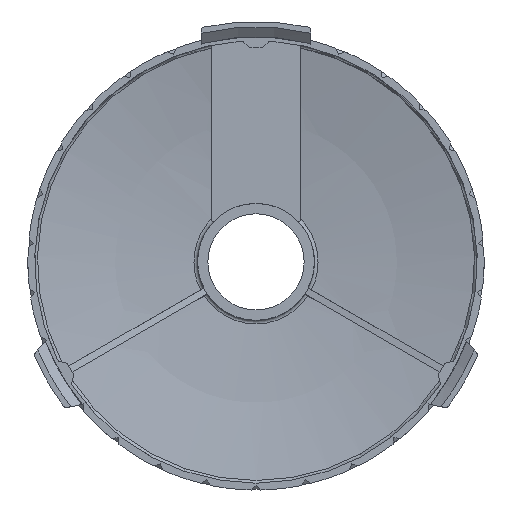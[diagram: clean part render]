
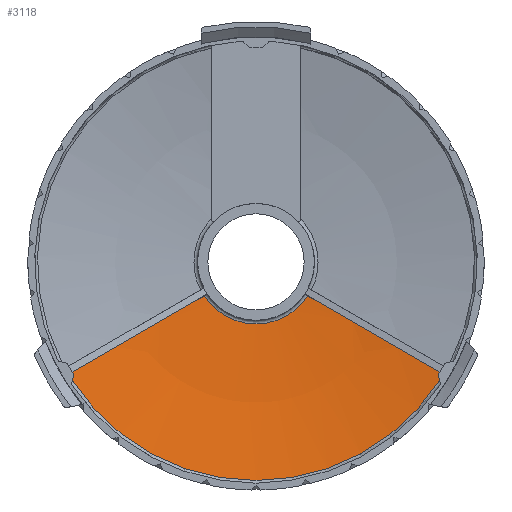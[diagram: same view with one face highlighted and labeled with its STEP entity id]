
A CAD part, front view. The second image highlights one B-rep face of the part: STEP entity #3118.
In plain terms, the highlighted spherical face has radius 149.5 mm.
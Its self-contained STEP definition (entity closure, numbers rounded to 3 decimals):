
#623=B_SPLINE_CURVE_WITH_KNOTS('',3,(#4659,#4660,#4661,#4662),
 .UNSPECIFIED.,.F.,.F.,(4,4),(0.,0.),
 .UNSPECIFIED.);
#624=B_SPLINE_CURVE_WITH_KNOTS('',3,(#4670,#4671,#4672,#4673),
 .UNSPECIFIED.,.F.,.F.,(4,4),(0.,0.),
 .UNSPECIFIED.);
#749=ORIENTED_EDGE('',*,*,#1748,.F.);
#750=ORIENTED_EDGE('',*,*,#1749,.T.);
#751=ORIENTED_EDGE('',*,*,#1747,.T.);
#752=ORIENTED_EDGE('',*,*,#1750,.F.);
#753=ORIENTED_EDGE('',*,*,#1751,.F.);
#754=ORIENTED_EDGE('',*,*,#1752,.T.);
#755=ORIENTED_EDGE('',*,*,#1753,.F.);
#756=ORIENTED_EDGE('',*,*,#1754,.F.);
#757=ORIENTED_EDGE('',*,*,#1755,.T.);
#758=ORIENTED_EDGE('',*,*,#1756,.F.);
#1747=EDGE_CURVE('',#2242,#2246,#2560,.T.);
#1748=EDGE_CURVE('',#2247,#2248,#2561,.T.);
#1749=EDGE_CURVE('',#2247,#2242,#2562,.F.);
#1750=EDGE_CURVE('',#2249,#2246,#623,.T.);
#1751=EDGE_CURVE('',#2250,#2249,#2563,.F.);
#1752=EDGE_CURVE('',#2250,#2251,#2564,.T.);
#1753=EDGE_CURVE('',#2252,#2251,#2565,.F.);
#1754=EDGE_CURVE('',#2253,#2252,#624,.T.);
#1755=EDGE_CURVE('',#2253,#2254,#2566,.T.);
#1756=EDGE_CURVE('',#2248,#2254,#2567,.F.);
#2242=VERTEX_POINT('',#4643);
#2246=VERTEX_POINT('',#4652);
#2247=VERTEX_POINT('',#4656);
#2248=VERTEX_POINT('',#4657);
#2249=VERTEX_POINT('',#4663);
#2250=VERTEX_POINT('',#4665);
#2251=VERTEX_POINT('',#4667);
#2252=VERTEX_POINT('',#4669);
#2253=VERTEX_POINT('',#4674);
#2254=VERTEX_POINT('',#4676);
#2560=CIRCLE('',#3325,31.2);
#2561=CIRCLE('',#3327,9.03);
#2562=CIRCLE('',#3328,149.499);
#2563=CIRCLE('',#3329,147.967);
#2564=CIRCLE('',#3330,31.806);
#2565=CIRCLE('',#3331,147.967);
#2566=CIRCLE('',#3332,31.2);
#2567=CIRCLE('',#3333,149.499);
#2732=EDGE_LOOP('',(#749,#750,#751,#752,#753,#754,#755,#756,#757,#758));
#2923=FACE_BOUND('',#2732,.T.);
#3113=SPHERICAL_SURFACE('',#3326,149.5);
#3118=ADVANCED_FACE('',(#2923),#3113,.F.);
#3325=AXIS2_PLACEMENT_3D('',#4653,#3706,#3707);
#3326=AXIS2_PLACEMENT_3D('',#4654,#3708,#3709);
#3327=AXIS2_PLACEMENT_3D('',#4655,#3710,#3711);
#3328=AXIS2_PLACEMENT_3D('',#4658,#3712,#3713);
#3329=AXIS2_PLACEMENT_3D('',#4664,#3714,#3715);
#3330=AXIS2_PLACEMENT_3D('',#4666,#3716,#3717);
#3331=AXIS2_PLACEMENT_3D('',#4668,#3718,#3719);
#3332=AXIS2_PLACEMENT_3D('',#4675,#3720,#3721);
#3333=AXIS2_PLACEMENT_3D('',#4677,#3722,#3723);
#3706=DIRECTION('',(0.,-1.,0.));
#3707=DIRECTION('',(0.,0.,-1.));
#3708=DIRECTION('',(0.,-1.,0.));
#3709=DIRECTION('',(1.,0.,0.));
#3710=DIRECTION('',(0.,-1.,0.));
#3711=DIRECTION('',(0.,0.,-1.));
#3712=DIRECTION('',(0.5,0.,-0.866));
#3713=DIRECTION('',(-0.866,0.,-0.5));
#3714=DIRECTION('',(-0.966,0.,0.259));
#3715=DIRECTION('',(0.259,0.,0.966));
#3716=DIRECTION('',(0.,-1.,0.));
#3717=DIRECTION('',(0.,0.,-1.));
#3718=DIRECTION('',(0.966,0.,0.259));
#3719=DIRECTION('',(0.259,0.,-0.966));
#3720=DIRECTION('',(0.,-1.,0.));
#3721=DIRECTION('',(0.,0.,-1.));
#3722=DIRECTION('',(0.5,0.,0.866));
#3723=DIRECTION('',(0.866,0.,-0.5));
#4643=CARTESIAN_POINT('',(-26.767,24.208,-16.031));
#4652=CARTESIAN_POINT('',(-26.629,24.208,-16.259));
#4653=CARTESIAN_POINT('',(0.,24.208,0.));
#4654=CARTESIAN_POINT('',(0.,-122.,0.));
#4655=CARTESIAN_POINT('',(0.,27.227,0.));
#4656=CARTESIAN_POINT('',(-7.558,27.227,-4.941));
#4657=CARTESIAN_POINT('',(7.558,27.227,-4.941));
#4658=CARTESIAN_POINT('',(0.25,-122.,-0.433));
#4659=CARTESIAN_POINT('',(-26.572,24.174,-16.649));
#4660=CARTESIAN_POINT('',(-26.537,24.196,-16.519));
#4661=CARTESIAN_POINT('',(-26.557,24.208,-16.376));
#4662=CARTESIAN_POINT('',(-26.629,24.208,-16.259));
#4663=CARTESIAN_POINT('',(-26.572,24.174,-16.649));
#4664=CARTESIAN_POINT('',(-20.63,-122.,5.528));
#4665=CARTESIAN_POINT('',(-26.73,24.077,-17.238));
#4666=CARTESIAN_POINT('',(0.,24.077,0.));
#4667=CARTESIAN_POINT('',(26.73,24.077,-17.238));
#4668=CARTESIAN_POINT('',(20.63,-122.,5.528));
#4669=CARTESIAN_POINT('',(26.572,24.174,-16.649));
#4670=CARTESIAN_POINT('',(26.629,24.208,-16.259));
#4671=CARTESIAN_POINT('',(26.557,24.208,-16.376));
#4672=CARTESIAN_POINT('',(26.537,24.196,-16.519));
#4673=CARTESIAN_POINT('',(26.572,24.174,-16.649));
#4674=CARTESIAN_POINT('',(26.629,24.208,-16.259));
#4675=CARTESIAN_POINT('',(0.,24.208,0.));
#4676=CARTESIAN_POINT('',(26.767,24.208,-16.031));
#4677=CARTESIAN_POINT('',(-0.25,-122.,-0.433));
